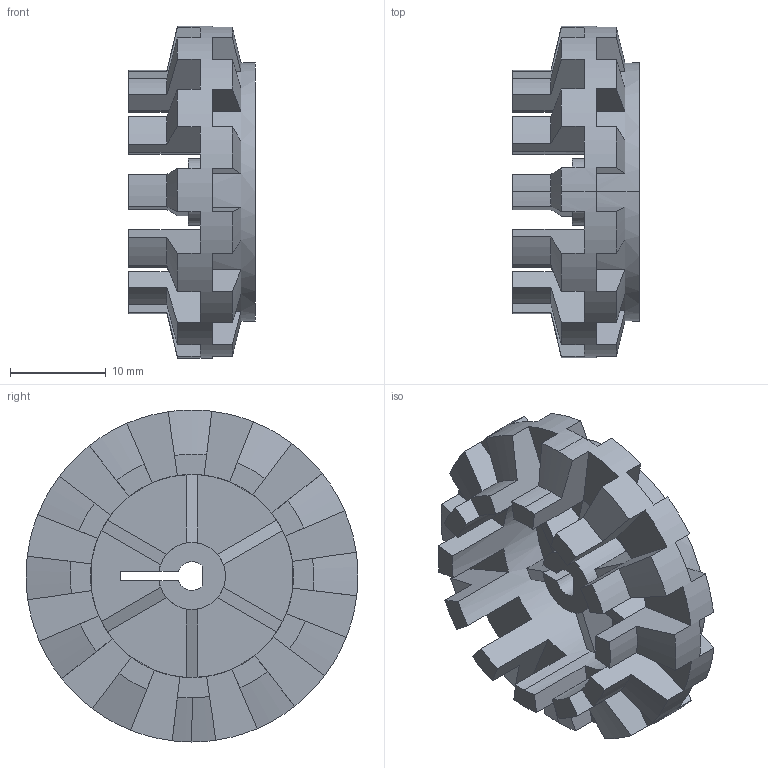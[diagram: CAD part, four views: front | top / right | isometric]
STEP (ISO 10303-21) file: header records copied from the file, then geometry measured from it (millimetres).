
FILE_DESCRIPTION (( 'STEP AP203' ), '1' );
FILE_NAME ('N20 Wheel Velg D43 mm.STEP', '2021-12-15T01:30:16', ( '' ), ( '' ), 'SwSTEP 2.0', 'SolidWorks 2018', '' );
FILE_SCHEMA (( 'CONFIG_CONTROL_DESIGN' ));
Length unit declared in the file: millimetre
Products named in the file (1): N20 Wheel Velg D43 mm
Bounding box: 13.25 x 34.73 x 34.75 mm (x, y, z)
Volume: 3945.3 mm3; surface area: 4726.4 mm2
Topology: 1 solids, 1 shells, 171 faces, 506 edges, 337 vertices
Faces by surface type: plane 116, cylinder 30, cone 25
Entity records: 5838 total; most frequent: CARTESIAN_POINT 1063, ORIENTED_EDGE 1012, DIRECTION 999, EDGE_CURVE 506, AXIS2_PLACEMENT_3D 337, VERTEX_POINT 337, VECTOR 325, LINE 325
